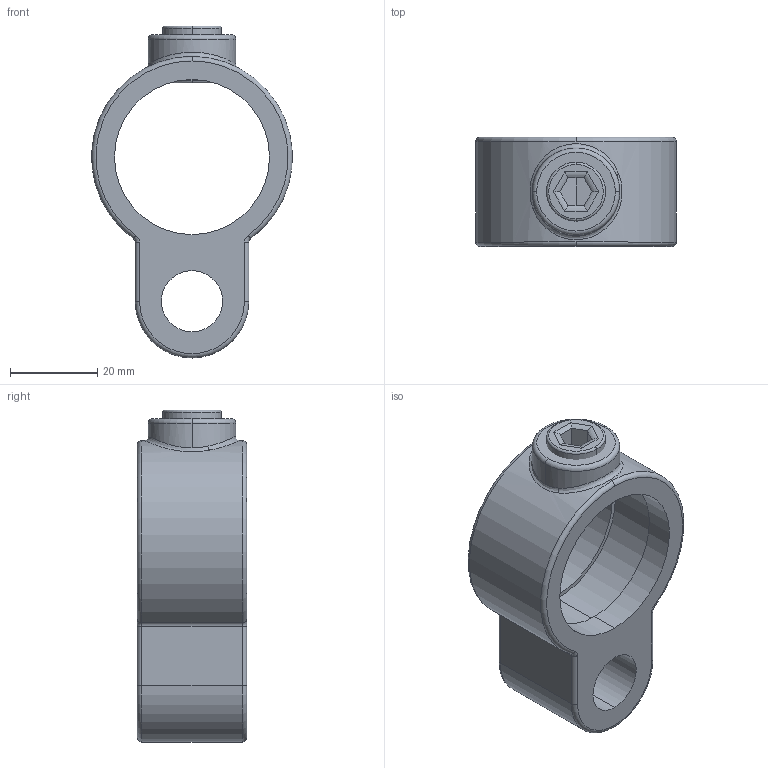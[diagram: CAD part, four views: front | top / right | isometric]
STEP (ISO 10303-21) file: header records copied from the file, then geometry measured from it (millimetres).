
FILE_DESCRIPTION (( 'STEP AP203' ), '1' );
FILE_NAME ('138-B34.step', '2019-07-04T11:48:46', ( '' ), ( '' ), 'SwSTEP 2.0', 'SolidWorks 2015', '' );
FILE_SCHEMA (( 'CONFIG_CONTROL_DESIGN' ));
Length unit declared in the file: millimetre
Products named in the file (3): 138-B34 Teil 1_138-B34 Teil 1; 138-B34 Teil 2; 138-B34
Assembly tree (2 placements, depth 2):
  138-B34
    138-B34 Teil 1_138-B34 Teil 1
    138-B34 Teil 2
Bounding box: 45.92 x 25 x 76 mm (x, y, z)
Volume: 27567.4 mm3; surface area: 12329.7 mm2
Topology: 2 solids, 2 shells, 285 faces, 738 edges, 482 vertices
Faces by surface type: plane 107, bspline 104, cylinder 58, torus 16
Entity records: 13473 total; most frequent: CARTESIAN_POINT 6830, ORIENTED_EDGE 1476, DIRECTION 1038, EDGE_CURVE 738, VERTEX_POINT 482, AXIS2_PLACEMENT_3D 348, VECTOR 342, LINE 342
